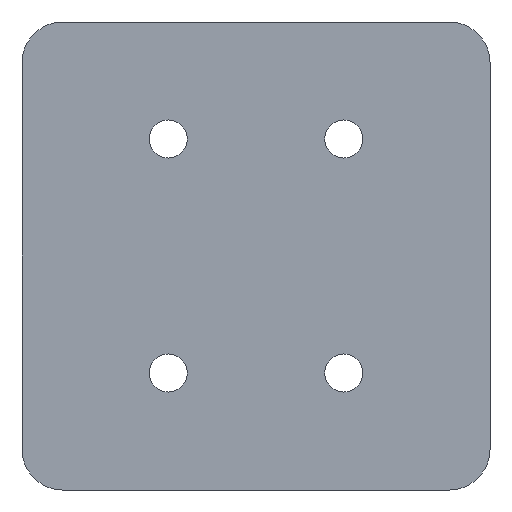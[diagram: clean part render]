
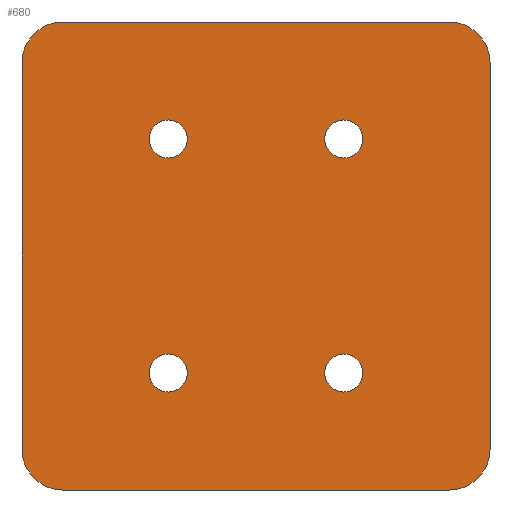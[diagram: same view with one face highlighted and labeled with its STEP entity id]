
A CAD part, front view. The second image highlights one B-rep face of the part: STEP entity #680.
In plain terms, the highlighted planar face has unit normal (0, -1, 0).
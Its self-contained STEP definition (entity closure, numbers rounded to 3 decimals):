
#9 = EDGE_CURVE ( 'NONE', #1205, #762, #777, .T. ) ;
#14 = CARTESIAN_POINT ( 'NONE',  ( -7.5, 0., 11.625 ) ) ;
#41 = AXIS2_PLACEMENT_3D ( 'NONE', #728, #868, #388 ) ;
#43 = DIRECTION ( 'NONE',  ( 0., 1., 0. ) ) ;
#46 = CARTESIAN_POINT ( 'NONE',  ( 0., 0., -20. ) ) ;
#51 = ORIENTED_EDGE ( 'NONE', *, *, #612, .F. ) ;
#58 = EDGE_CURVE ( 'NONE', #1167, #139, #1329, .T. ) ;
#59 = ORIENTED_EDGE ( 'NONE', *, *, #1065, .T. ) ;
#60 = FACE_BOUND ( 'NONE', #445, .T. ) ;
#79 = VERTEX_POINT ( 'NONE', #256 ) ;
#97 = EDGE_CURVE ( 'NONE', #812, #905, #1272, .T. ) ;
#100 = VERTEX_POINT ( 'NONE', #1048 ) ;
#101 = CARTESIAN_POINT ( 'NONE',  ( -16.5, 0., -20. ) ) ;
#105 = AXIS2_PLACEMENT_3D ( 'NONE', #1202, #352, #147 ) ;
#107 = ORIENTED_EDGE ( 'NONE', *, *, #1346, .T. ) ;
#109 = DIRECTION ( 'NONE',  ( 0., 0., 1. ) ) ;
#112 = CARTESIAN_POINT ( 'NONE',  ( 7.5, 0., 10. ) ) ;
#123 = CARTESIAN_POINT ( 'NONE',  ( -16.5, 0., -16.5 ) ) ;
#127 = CARTESIAN_POINT ( 'NONE',  ( 20., 0., -16.5 ) ) ;
#139 = VERTEX_POINT ( 'NONE', #578 ) ;
#143 = EDGE_CURVE ( 'NONE', #686, #100, #605, .T. ) ;
#145 = DIRECTION ( 'NONE',  ( 0., 0., 1. ) ) ;
#147 = DIRECTION ( 'NONE',  ( 0., 0., 1. ) ) ;
#168 = PLANE ( 'NONE',  #557 ) ;
#171 = EDGE_CURVE ( 'NONE', #1317, #100, #719, .T. ) ;
#181 = DIRECTION ( 'NONE',  ( 0., 0., 1. ) ) ;
#188 = DIRECTION ( 'NONE',  ( 0., 1., 0. ) ) ;
#200 = DIRECTION ( 'NONE',  ( 0., 1., 0. ) ) ;
#210 = CARTESIAN_POINT ( 'NONE',  ( 7.5, 0., 11.625 ) ) ;
#233 = VECTOR ( 'NONE', #486, 1000. ) ;
#253 = CARTESIAN_POINT ( 'NONE',  ( 7.5, 0., -11.625 ) ) ;
#254 = ORIENTED_EDGE ( 'NONE', *, *, #391, .T. ) ;
#256 = CARTESIAN_POINT ( 'NONE',  ( -20., 0., -16.5 ) ) ;
#264 = ORIENTED_EDGE ( 'NONE', *, *, #385, .T. ) ;
#288 = CIRCLE ( 'NONE', #1468, 1.625 ) ;
#304 = CARTESIAN_POINT ( 'NONE',  ( -7.5, 0., -11.625 ) ) ;
#341 = DIRECTION ( 'NONE',  ( 0., 1., 0. ) ) ;
#348 = EDGE_LOOP ( 'NONE', ( #801, #254 ) ) ;
#352 = DIRECTION ( 'NONE',  ( 0., -1., 0. ) ) ;
#379 = AXIS2_PLACEMENT_3D ( 'NONE', #860, #43, #145 ) ;
#385 = EDGE_CURVE ( 'NONE', #139, #587, #875, .T. ) ;
#388 = DIRECTION ( 'NONE',  ( 0., 0., 1. ) ) ;
#391 = EDGE_CURVE ( 'NONE', #762, #1205, #1221, .T. ) ;
#406 = VECTOR ( 'NONE', #982, 1000. ) ;
#427 = CIRCLE ( 'NONE', #1145, 1.625 ) ;
#445 = EDGE_LOOP ( 'NONE', ( #933, #1210 ) ) ;
#460 = CARTESIAN_POINT ( 'NONE',  ( 16.5, 0., 16.5 ) ) ;
#477 = VECTOR ( 'NONE', #965, 1000. ) ;
#486 = DIRECTION ( 'NONE',  ( 1., 0., 0. ) ) ;
#493 = CARTESIAN_POINT ( 'NONE',  ( 20., 0., 0. ) ) ;
#508 = VERTEX_POINT ( 'NONE', #828 ) ;
#523 = FACE_OUTER_BOUND ( 'NONE', #1165, .T. ) ;
#530 = AXIS2_PLACEMENT_3D ( 'NONE', #460, #1400, #1304 ) ;
#542 = DIRECTION ( 'NONE',  ( 0., 1., 0. ) ) ;
#545 = EDGE_CURVE ( 'NONE', #1016, #1449, #1195, .T. ) ;
#548 = AXIS2_PLACEMENT_3D ( 'NONE', #123, #591, #1287 ) ;
#557 = AXIS2_PLACEMENT_3D ( 'NONE', #635, #188, #1474 ) ;
#560 = DIRECTION ( 'NONE',  ( 0., 1., 0. ) ) ;
#575 = DIRECTION ( 'NONE',  ( 0., -1., 0. ) ) ;
#578 = CARTESIAN_POINT ( 'NONE',  ( 16.5, 0., -20. ) ) ;
#587 = VERTEX_POINT ( 'NONE', #127 ) ;
#591 = DIRECTION ( 'NONE',  ( 0., -1., 0. ) ) ;
#592 = EDGE_CURVE ( 'NONE', #1449, #1016, #1438, .T. ) ;
#596 = CARTESIAN_POINT ( 'NONE',  ( -7.5, 0., 10. ) ) ;
#605 = CIRCLE ( 'NONE', #530, 3.5 ) ;
#612 = EDGE_CURVE ( 'NONE', #686, #587, #1082, .T. ) ;
#613 = CARTESIAN_POINT ( 'NONE',  ( 0., 0., 20. ) ) ;
#618 = DIRECTION ( 'NONE',  ( 0., 1., 0. ) ) ;
#620 = EDGE_CURVE ( 'NONE', #905, #812, #1171, .T. ) ;
#626 = AXIS2_PLACEMENT_3D ( 'NONE', #1507, #575, #919 ) ;
#635 = CARTESIAN_POINT ( 'NONE',  ( 0., 0., 0. ) ) ;
#646 = VERTEX_POINT ( 'NONE', #304 ) ;
#669 = EDGE_CURVE ( 'NONE', #646, #1081, #427, .T. ) ;
#674 = ORIENTED_EDGE ( 'NONE', *, *, #620, .T. ) ;
#679 = AXIS2_PLACEMENT_3D ( 'NONE', #596, #726, #1198 ) ;
#680 = ADVANCED_FACE ( 'NONE', ( #1334, #1222, #1357, #60, #523 ), #168, .F. ) ;
#686 = VERTEX_POINT ( 'NONE', #1122 ) ;
#687 = CARTESIAN_POINT ( 'NONE',  ( -7.5, 0., -10. ) ) ;
#719 = LINE ( 'NONE', #613, #233 ) ;
#726 = DIRECTION ( 'NONE',  ( 0., 1., 0. ) ) ;
#727 = AXIS2_PLACEMENT_3D ( 'NONE', #850, #618, #181 ) ;
#728 = CARTESIAN_POINT ( 'NONE',  ( 7.5, 0., -10. ) ) ;
#762 = VERTEX_POINT ( 'NONE', #210 ) ;
#777 = CIRCLE ( 'NONE', #1173, 1.625 ) ;
#782 = DIRECTION ( 'NONE',  ( 0., 0., 1. ) ) ;
#787 = CARTESIAN_POINT ( 'NONE',  ( -16.5, 0., 20. ) ) ;
#801 = ORIENTED_EDGE ( 'NONE', *, *, #9, .T. ) ;
#812 = VERTEX_POINT ( 'NONE', #1158 ) ;
#828 = CARTESIAN_POINT ( 'NONE',  ( -20., 0., 16.5 ) ) ;
#841 = CARTESIAN_POINT ( 'NONE',  ( -7.5, 0., 8.375 ) ) ;
#847 = ORIENTED_EDGE ( 'NONE', *, *, #171, .F. ) ;
#850 = CARTESIAN_POINT ( 'NONE',  ( 7.5, 0., -10. ) ) ;
#860 = CARTESIAN_POINT ( 'NONE',  ( -7.5, 0., 10. ) ) ;
#868 = DIRECTION ( 'NONE',  ( 0., 1., 0. ) ) ;
#875 = CIRCLE ( 'NONE', #626, 3.5 ) ;
#890 = CARTESIAN_POINT ( 'NONE',  ( -7.5, 0., -10. ) ) ;
#905 = VERTEX_POINT ( 'NONE', #253 ) ;
#919 = DIRECTION ( 'NONE',  ( 0., 0., 1. ) ) ;
#933 = ORIENTED_EDGE ( 'NONE', *, *, #669, .T. ) ;
#965 = DIRECTION ( 'NONE',  ( 0., 0., -1. ) ) ;
#972 = AXIS2_PLACEMENT_3D ( 'NONE', #112, #560, #1389 ) ;
#982 = DIRECTION ( 'NONE',  ( 1., 0., 0. ) ) ;
#987 = ORIENTED_EDGE ( 'NONE', *, *, #143, .T. ) ;
#992 = LINE ( 'NONE', #1120, #1521 ) ;
#1016 = VERTEX_POINT ( 'NONE', #841 ) ;
#1048 = CARTESIAN_POINT ( 'NONE',  ( 16.5, 0., 20. ) ) ;
#1065 = EDGE_CURVE ( 'NONE', #508, #79, #992, .T. ) ;
#1081 = VERTEX_POINT ( 'NONE', #1094 ) ;
#1082 = LINE ( 'NONE', #493, #477 ) ;
#1094 = CARTESIAN_POINT ( 'NONE',  ( -7.5, 0., -8.375 ) ) ;
#1120 = CARTESIAN_POINT ( 'NONE',  ( -20., 0., 0. ) ) ;
#1122 = CARTESIAN_POINT ( 'NONE',  ( 20., 0., 16.5 ) ) ;
#1129 = DIRECTION ( 'NONE',  ( 0., 0., -1. ) ) ;
#1140 = DIRECTION ( 'NONE',  ( 0., 0., 1. ) ) ;
#1145 = AXIS2_PLACEMENT_3D ( 'NONE', #890, #542, #782 ) ;
#1158 = CARTESIAN_POINT ( 'NONE',  ( 7.5, 0., -8.375 ) ) ;
#1164 = CIRCLE ( 'NONE', #548, 3.5 ) ;
#1165 = EDGE_LOOP ( 'NONE', ( #847, #107, #59, #1459, #1503, #264, #51, #987 ) ) ;
#1166 = CARTESIAN_POINT ( 'NONE',  ( 7.5, 0., 8.375 ) ) ;
#1167 = VERTEX_POINT ( 'NONE', #101 ) ;
#1170 = EDGE_CURVE ( 'NONE', #1081, #646, #288, .T. ) ;
#1171 = CIRCLE ( 'NONE', #727, 1.625 ) ;
#1173 = AXIS2_PLACEMENT_3D ( 'NONE', #1257, #200, #1140 ) ;
#1195 = CIRCLE ( 'NONE', #379, 1.625 ) ;
#1198 = DIRECTION ( 'NONE',  ( 0., 0., 1. ) ) ;
#1202 = CARTESIAN_POINT ( 'NONE',  ( -16.5, 0., 16.5 ) ) ;
#1205 = VERTEX_POINT ( 'NONE', #1166 ) ;
#1210 = ORIENTED_EDGE ( 'NONE', *, *, #1170, .T. ) ;
#1212 = CIRCLE ( 'NONE', #105, 3.5 ) ;
#1221 = CIRCLE ( 'NONE', #972, 1.625 ) ;
#1222 = FACE_BOUND ( 'NONE', #348, .T. ) ;
#1257 = CARTESIAN_POINT ( 'NONE',  ( 7.5, 0., 10. ) ) ;
#1272 = CIRCLE ( 'NONE', #41, 1.625 ) ;
#1287 = DIRECTION ( 'NONE',  ( 0., 0., 1. ) ) ;
#1296 = EDGE_LOOP ( 'NONE', ( #674, #1441 ) ) ;
#1304 = DIRECTION ( 'NONE',  ( 0., 0., 1. ) ) ;
#1317 = VERTEX_POINT ( 'NONE', #787 ) ;
#1323 = ORIENTED_EDGE ( 'NONE', *, *, #545, .T. ) ;
#1329 = LINE ( 'NONE', #46, #406 ) ;
#1333 = ORIENTED_EDGE ( 'NONE', *, *, #592, .T. ) ;
#1334 = FACE_BOUND ( 'NONE', #1418, .T. ) ;
#1346 = EDGE_CURVE ( 'NONE', #1317, #508, #1212, .T. ) ;
#1357 = FACE_BOUND ( 'NONE', #1296, .T. ) ;
#1375 = EDGE_CURVE ( 'NONE', #79, #1167, #1164, .T. ) ;
#1389 = DIRECTION ( 'NONE',  ( 0., 0., 1. ) ) ;
#1400 = DIRECTION ( 'NONE',  ( 0., -1., 0. ) ) ;
#1418 = EDGE_LOOP ( 'NONE', ( #1323, #1333 ) ) ;
#1438 = CIRCLE ( 'NONE', #679, 1.625 ) ;
#1441 = ORIENTED_EDGE ( 'NONE', *, *, #97, .T. ) ;
#1449 = VERTEX_POINT ( 'NONE', #14 ) ;
#1459 = ORIENTED_EDGE ( 'NONE', *, *, #1375, .T. ) ;
#1468 = AXIS2_PLACEMENT_3D ( 'NONE', #687, #341, #109 ) ;
#1474 = DIRECTION ( 'NONE',  ( 0., 0., 1. ) ) ;
#1503 = ORIENTED_EDGE ( 'NONE', *, *, #58, .T. ) ;
#1507 = CARTESIAN_POINT ( 'NONE',  ( 16.5, 0., -16.5 ) ) ;
#1521 = VECTOR ( 'NONE', #1129, 1000. ) ;
